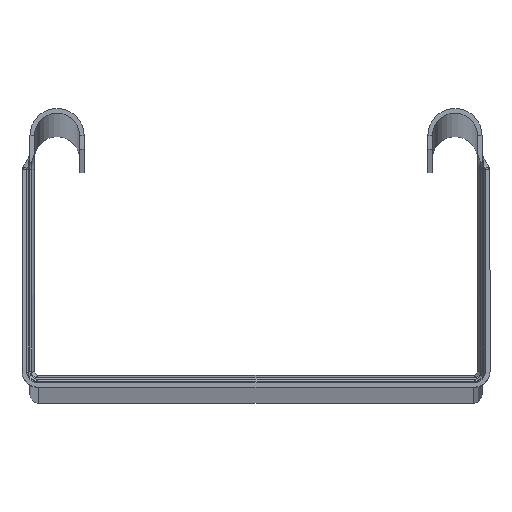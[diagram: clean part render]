
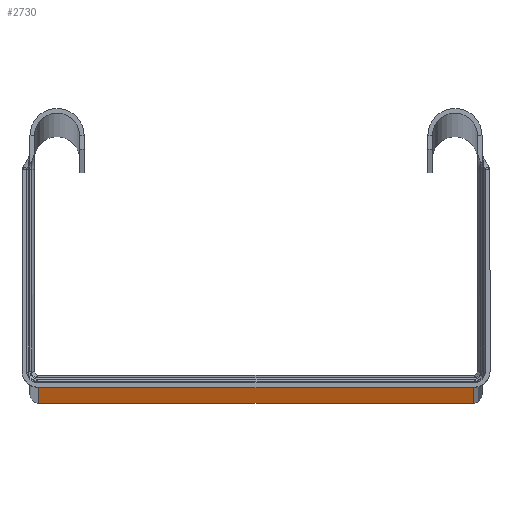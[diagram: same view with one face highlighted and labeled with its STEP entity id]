
A CAD part, top view. The second image highlights one B-rep face of the part: STEP entity #2730.
In plain terms, the highlighted planar face has unit normal (0, -1, 0).
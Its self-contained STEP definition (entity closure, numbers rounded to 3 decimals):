
#176 = LINE ( 'NONE', #3046, #3200 ) ;
#213 = CARTESIAN_POINT ( 'NONE',  ( 49., 0., 2995.055 ) ) ;
#323 = EDGE_LOOP ( 'NONE', ( #1808, #861, #3066, #3278 ) ) ;
#411 = DIRECTION ( 'NONE',  ( 0., 0., -1. ) ) ;
#452 = DIRECTION ( 'NONE',  ( -1., 0., 0. ) ) ;
#524 = DIRECTION ( 'NONE',  ( -1., 0., 0. ) ) ;
#715 = EDGE_CURVE ( 'NONE', #2763, #1564, #1247, .T. ) ;
#747 = CARTESIAN_POINT ( 'NONE',  ( -48., 0., 2995.055 ) ) ;
#861 = ORIENTED_EDGE ( 'NONE', *, *, #1730, .T. ) ;
#1028 = LINE ( 'NONE', #213, #1481 ) ;
#1046 = EDGE_CURVE ( 'NONE', #2910, #1564, #2964, .T. ) ;
#1142 = FACE_OUTER_BOUND ( 'NONE', #323, .T. ) ;
#1247 = LINE ( 'NONE', #2781, #1727 ) ;
#1481 = VECTOR ( 'NONE', #452, 1000. ) ;
#1559 = PLANE ( 'NONE',  #2100 ) ;
#1564 = VERTEX_POINT ( 'NONE', #2521 ) ;
#1727 = VECTOR ( 'NONE', #411, 1000. ) ;
#1730 = EDGE_CURVE ( 'NONE', #2763, #3002, #1028, .T. ) ;
#1808 = ORIENTED_EDGE ( 'NONE', *, *, #715, .F. ) ;
#1844 = DIRECTION ( 'NONE',  ( 1., 0., 0. ) ) ;
#1858 = DIRECTION ( 'NONE',  ( 0., 1., 0. ) ) ;
#2068 = CARTESIAN_POINT ( 'NONE',  ( 48., 0., 2995.055 ) ) ;
#2100 = AXIS2_PLACEMENT_3D ( 'NONE', #2129, #1858, #524 ) ;
#2112 = CARTESIAN_POINT ( 'NONE',  ( -48., 0., 0. ) ) ;
#2129 = CARTESIAN_POINT ( 'NONE',  ( 0., 0., 3050. ) ) ;
#2221 = DIRECTION ( 'NONE',  ( 0., 0., -1. ) ) ;
#2393 = VECTOR ( 'NONE', #1844, 1000. ) ;
#2521 = CARTESIAN_POINT ( 'NONE',  ( 48., 0., 0. ) ) ;
#2730 = ADVANCED_FACE ( 'NONE', ( #1142 ), #1559, .F. ) ;
#2763 = VERTEX_POINT ( 'NONE', #2068 ) ;
#2781 = CARTESIAN_POINT ( 'NONE',  ( 48., 0., 3050. ) ) ;
#2910 = VERTEX_POINT ( 'NONE', #2112 ) ;
#2962 = CARTESIAN_POINT ( 'NONE',  ( 0., 0., 0. ) ) ;
#2964 = LINE ( 'NONE', #2962, #2393 ) ;
#3002 = VERTEX_POINT ( 'NONE', #747 ) ;
#3046 = CARTESIAN_POINT ( 'NONE',  ( -48., 0., 3050. ) ) ;
#3066 = ORIENTED_EDGE ( 'NONE', *, *, #3263, .T. ) ;
#3200 = VECTOR ( 'NONE', #2221, 1000. ) ;
#3263 = EDGE_CURVE ( 'NONE', #3002, #2910, #176, .T. ) ;
#3278 = ORIENTED_EDGE ( 'NONE', *, *, #1046, .T. ) ;
